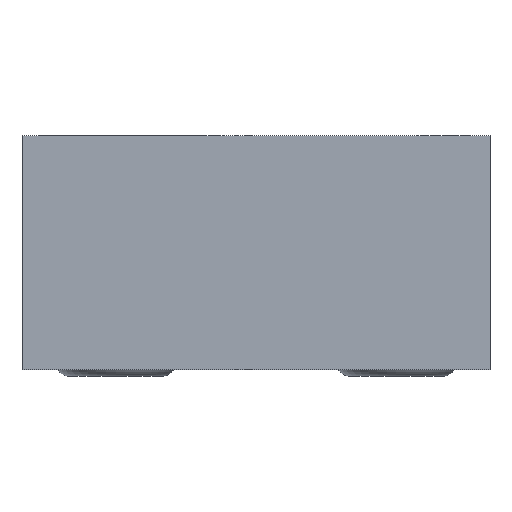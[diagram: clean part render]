
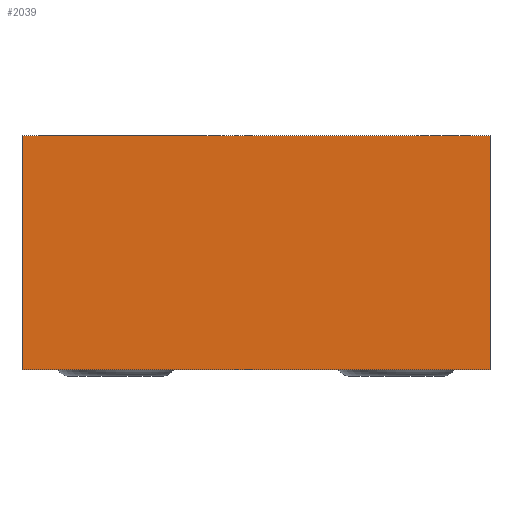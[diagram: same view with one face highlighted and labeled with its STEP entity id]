
A CAD part, front view. The second image highlights one B-rep face of the part: STEP entity #2039.
In plain terms, the highlighted planar face has unit normal (0, -1, 0).
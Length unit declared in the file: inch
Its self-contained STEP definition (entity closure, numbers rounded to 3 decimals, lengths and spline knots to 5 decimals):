
#463=DIRECTION('',(-1.,0.,0.));
#464=VECTOR('',#463,2.5);
#465=CARTESIAN_POINT('',(1.25,-0.787,0.625));
#466=LINE('',#465,#464);
#467=DIRECTION('',(0.,0.,1.));
#468=VECTOR('',#467,1.25);
#469=CARTESIAN_POINT('',(1.25,-0.787,-0.625));
#470=LINE('',#469,#468);
#471=DIRECTION('',(1.,0.,0.));
#472=VECTOR('',#471,2.5);
#473=CARTESIAN_POINT('',(-1.25,-0.787,-0.625));
#474=LINE('',#473,#472);
#475=DIRECTION('',(0.,0.,-1.));
#476=VECTOR('',#475,1.25);
#477=CARTESIAN_POINT('',(-1.25,-0.787,0.625));
#478=LINE('',#477,#476);
#1190=CARTESIAN_POINT('',(1.25,-0.787,0.625));
#1191=CARTESIAN_POINT('',(-1.25,-0.787,0.625));
#1192=VERTEX_POINT('',#1190);
#1193=VERTEX_POINT('',#1191);
#1194=CARTESIAN_POINT('',(-1.25,-0.787,-0.625));
#1195=VERTEX_POINT('',#1194);
#1196=CARTESIAN_POINT('',(1.25,-0.787,-0.625));
#1197=VERTEX_POINT('',#1196);
#2028=CARTESIAN_POINT('',(0.,-0.787,0.));
#2029=DIRECTION('',(0.,-1.,0.));
#2030=DIRECTION('',(1.,0.,0.));
#2031=AXIS2_PLACEMENT_3D('',#2028,#2029,#2030);
#2032=PLANE('',#2031);
#2033=ORIENTED_EDGE('',*,*,#1914,.F.);
#2034=ORIENTED_EDGE('',*,*,#1953,.F.);
#2035=ORIENTED_EDGE('',*,*,#1973,.F.);
#2036=ORIENTED_EDGE('',*,*,#2016,.F.);
#2037=EDGE_LOOP('',(#2033,#2034,#2035,#2036));
#2038=FACE_OUTER_BOUND('',#2037,.F.);
#1914=EDGE_CURVE('',#1192,#1193,#466,.T.);
#1953=EDGE_CURVE('',#1197,#1192,#470,.T.);
#1973=EDGE_CURVE('',#1195,#1197,#474,.T.);
#2016=EDGE_CURVE('',#1193,#1195,#478,.T.);
#2039=ADVANCED_FACE('',(#2038),#2032,.T.);
